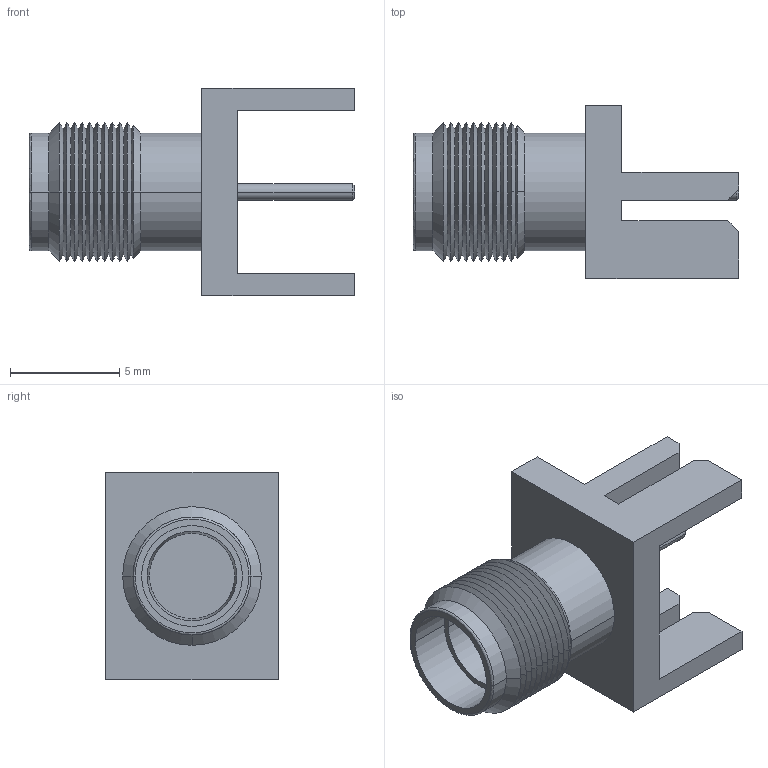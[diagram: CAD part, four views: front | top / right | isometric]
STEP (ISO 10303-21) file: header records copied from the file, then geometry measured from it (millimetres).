
FILE_DESCRIPTION (( 'STEP AP214' ), '1' );
FILE_NAME ('RFPCB-SMA-FS18G-43_3D.step', '2023-03-13T18:28:01', ( '' ), ( '' ), 'SwSTEP 2.0', 'SolidWorks 2022', '' );
FILE_SCHEMA (( 'AUTOMOTIVE_DESIGN' ));
Length unit declared in the file: inch
Products named in the file (1): RFPCB-SMA-FS18G-43_3D
Bounding box: 14.9 x 7.92 x 9.52 mm (x, y, z)
Volume: 268.3 mm3; surface area: 713.9 mm2
Topology: 2 solids, 2 shells, 111 faces, 254 edges, 152 vertices
Faces by surface type: cone 62, plane 31, cylinder 16, bspline 2
Entity records: 3177 total; most frequent: DIRECTION 580, CARTESIAN_POINT 554, ORIENTED_EDGE 508, EDGE_CURVE 254, AXIS2_PLACEMENT_3D 218, VERTEX_POINT 152, LINE 144, VECTOR 144
